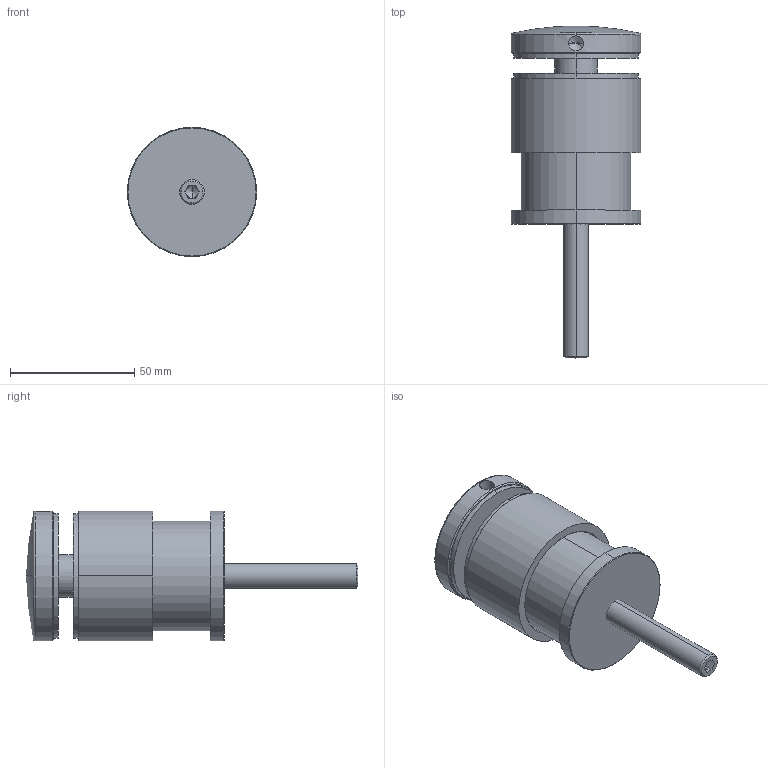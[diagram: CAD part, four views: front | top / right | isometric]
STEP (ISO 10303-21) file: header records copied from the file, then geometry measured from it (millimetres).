
FILE_DESCRIPTION (( 'STEP AP203' ), '1' );
FILE_NAME ('60195-240-V.step', '2020-10-30T09:34:51', ( '' ), ( '' ), 'SwSTEP 2.0', 'SolidWorks 2018', '' );
FILE_SCHEMA (( 'CONFIG_CONTROL_DESIGN' ));
Length unit declared in the file: millimetre
Products named in the file (14): 60195-240-V; 60195-240-V Teil3_60195-240-V Teil3; 60195-240-V Teil5_60195-240-V Teil5; DIN913_DIN 913 M10x130; 60195-240-V Teil3; 60195-240-V Teil4; 60195-240-V Teil2_60195-240-V Teil2; 60195-240-V Teil4_60195-240-V Teil4; 60195-240-V Teil5; 60195-240-V Teil1_60195-240-V Teil1; 60195-240-V Teil1; 60195-240-V Teil2; DIN913
Assembly tree (7 placements, depth 2):
  60195-240-V
    60195-240-V Teil2_60195-240-V Teil2
    60195-240-V Teil1_60195-240-V Teil1
    60195-240-V Teil3_60195-240-V Teil3
    60195-240-V Teil4_60195-240-V Teil4
    60195-240-V Teil5_60195-240-V Teil5
    DIN913_DIN 913 M10x130
  60195-240-V
    DIN913
  60195-240-V Teil3
  60195-240-V Teil4
  60195-240-V Teil5
Bounding box: 52 x 133.44 x 52 mm (x, y, z)
Volume: 104781.2 mm3; surface area: 42068 mm2
Topology: 6 solids, 6 shells, 632 faces, 1631 edges, 1070 vertices
Faces by surface type: plane 312, bspline 232, cone 42, cylinder 42, torus 2, sphere 2
Entity records: 33829 total; most frequent: CARTESIAN_POINT 18613, ORIENTED_EDGE 3248, DIRECTION 2116, EDGE_CURVE 1624, VERTEX_POINT 1068, VECTOR 1022, LINE 1022, EDGE_LOOP 708
